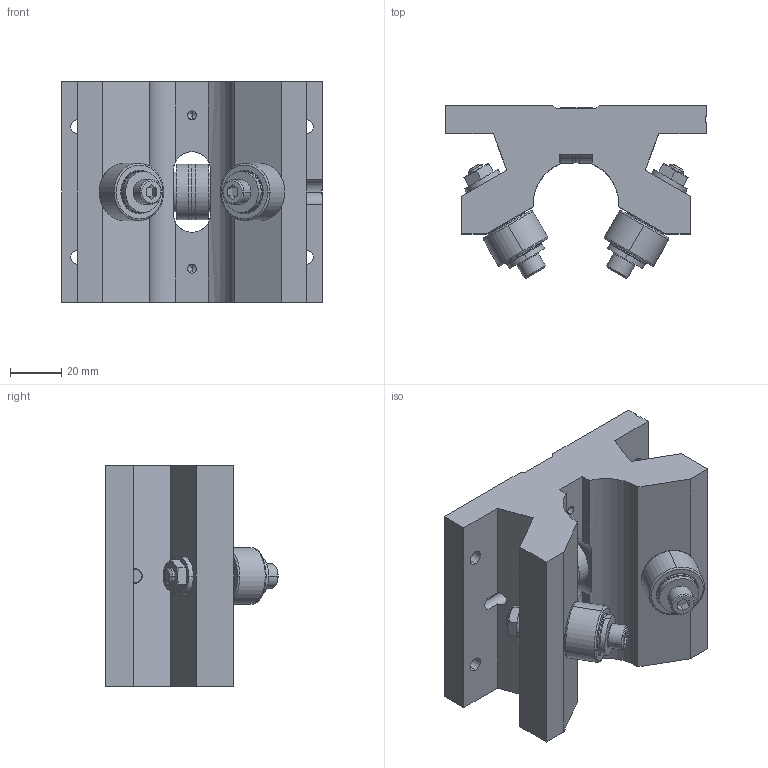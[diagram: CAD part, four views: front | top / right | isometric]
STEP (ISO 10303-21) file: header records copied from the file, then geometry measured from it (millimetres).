
FILE_DESCRIPTION (( 'STEP AP203' ), '1' );
FILE_NAME ('SPB-20-OPN.step', '2024-10-21T11:10:52', ( '' ), ( '' ), 'SwSTEP 2.0', 'SolidWorks 2023', '' );
FILE_SCHEMA (( 'CONFIG_CONTROL_DESIGN' ));
Length unit declared in the file: inch
Products named in the file (1): SPB-20-OPN
Bounding box: 101.6 x 67.17 x 85.72 mm (x, y, z)
Volume: 255758.6 mm3; surface area: 56037.6 mm2
Topology: 13 solids, 13 shells, 360 faces, 832 edges, 519 vertices
Faces by surface type: plane 123, cylinder 122, cone 95, bspline 16, torus 4
Entity records: 11381 total; most frequent: CARTESIAN_POINT 2969, DIRECTION 1840, ORIENTED_EDGE 1648, EDGE_CURVE 824, AXIS2_PLACEMENT_3D 732, VERTEX_POINT 519, EDGE_LOOP 425, CIRCLE 387
